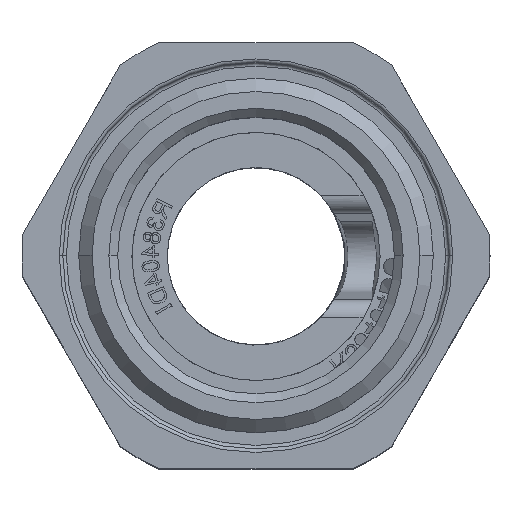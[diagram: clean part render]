
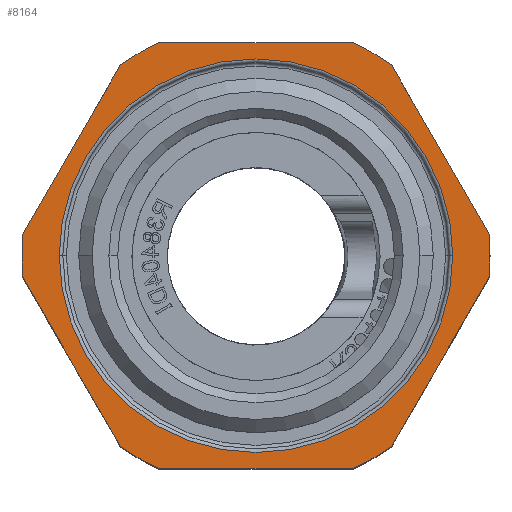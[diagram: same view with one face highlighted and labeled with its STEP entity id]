
A CAD part, top view. The second image highlights one B-rep face of the part: STEP entity #8164.
In plain terms, the highlighted planar face has unit normal (0, 0, 1).
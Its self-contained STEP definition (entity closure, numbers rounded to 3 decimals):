
#15 = VECTOR ( 'NONE', #11685, 1000. ) ;
#89 = EDGE_CURVE ( 'NONE', #5616, #4567, #5554, .T. ) ;
#95 = CIRCLE ( 'NONE', #5854, 13.2 ) ;
#153 = DIRECTION ( 'NONE',  ( 1., 0., 0. ) ) ;
#383 = DIRECTION ( 'NONE',  ( 0., 0., -1. ) ) ;
#472 = AXIS2_PLACEMENT_3D ( 'NONE', #10161, #3723, #10206 ) ;
#500 = LINE ( 'NONE', #7788, #11772 ) ;
#844 = CARTESIAN_POINT ( 'NONE',  ( 0., 0., 14.2 ) ) ;
#865 = VECTOR ( 'NONE', #13979, 1000. ) ;
#948 = CARTESIAN_POINT ( 'NONE',  ( 11.1, 0., 14.2 ) ) ;
#1185 = VERTEX_POINT ( 'NONE', #10466 ) ;
#1316 = FACE_OUTER_BOUND ( 'NONE', #7364, .T. ) ;
#1321 = VERTEX_POINT ( 'NONE', #1616 ) ;
#1380 = AXIS2_PLACEMENT_3D ( 'NONE', #4658, #383, #4624 ) ;
#1529 = LINE ( 'NONE', #5172, #865 ) ;
#1616 = CARTESIAN_POINT ( 'NONE',  ( -7.643, -10.762, 14.2 ) ) ;
#1744 = DIRECTION ( 'NONE',  ( 0., 0., -1. ) ) ;
#1822 = VECTOR ( 'NONE', #3118, 1000. ) ;
#2009 = ORIENTED_EDGE ( 'NONE', *, *, #13030, .F. ) ;
#2102 = AXIS2_PLACEMENT_3D ( 'NONE', #6650, #4615, #11156 ) ;
#2105 = ORIENTED_EDGE ( 'NONE', *, *, #10957, .T. ) ;
#2124 = DIRECTION ( 'NONE',  ( 0., 0., 1. ) ) ;
#2165 = DIRECTION ( 'NONE',  ( 0., 0., -1. ) ) ;
#2487 = CIRCLE ( 'NONE', #1380, 13.2 ) ;
#2525 = CARTESIAN_POINT ( 'NONE',  ( -13.142, -1.238, 14.2 ) ) ;
#2532 = CARTESIAN_POINT ( 'NONE',  ( -5.499, 12., 14.2 ) ) ;
#2634 = CIRCLE ( 'NONE', #8723, 11.1 ) ;
#2676 = CIRCLE ( 'NONE', #472, 13.2 ) ;
#2717 = CARTESIAN_POINT ( 'NONE',  ( -13.142, 1.238, 14.2 ) ) ;
#2794 = AXIS2_PLACEMENT_3D ( 'NONE', #3648, #4852, #11305 ) ;
#2858 = LINE ( 'NONE', #13844, #15 ) ;
#2905 = EDGE_CURVE ( 'NONE', #13640, #1185, #5205, .T. ) ;
#2996 = ORIENTED_EDGE ( 'NONE', *, *, #3491, .T. ) ;
#3019 = ORIENTED_EDGE ( 'NONE', *, *, #4975, .T. ) ;
#3118 = DIRECTION ( 'NONE',  ( 0.5, 0.866, 0. ) ) ;
#3205 = VERTEX_POINT ( 'NONE', #10837 ) ;
#3332 = EDGE_CURVE ( 'NONE', #5484, #4215, #2858, .T. ) ;
#3491 = EDGE_CURVE ( 'NONE', #11092, #9755, #1529, .T. ) ;
#3587 = DIRECTION ( 'NONE',  ( 0.5, -0.866, 0. ) ) ;
#3642 = DIRECTION ( 'NONE',  ( 1., 0., 0. ) ) ;
#3648 = CARTESIAN_POINT ( 'NONE',  ( 0., 0., 14.2 ) ) ;
#3723 = DIRECTION ( 'NONE',  ( 0., 0., -1. ) ) ;
#3833 = ORIENTED_EDGE ( 'NONE', *, *, #6014, .T. ) ;
#3873 = CARTESIAN_POINT ( 'NONE',  ( 7.643, 10.762, 14.2 ) ) ;
#3966 = AXIS2_PLACEMENT_3D ( 'NONE', #844, #13609, #3642 ) ;
#3987 = DIRECTION ( 'NONE',  ( 1., 0., 0. ) ) ;
#3998 = ORIENTED_EDGE ( 'NONE', *, *, #11993, .F. ) ;
#4053 = PLANE ( 'NONE',  #12801 ) ;
#4082 = ORIENTED_EDGE ( 'NONE', *, *, #2905, .T. ) ;
#4215 = VERTEX_POINT ( 'NONE', #2717 ) ;
#4271 = CARTESIAN_POINT ( 'NONE',  ( 7.643, -10.762, 14.2 ) ) ;
#4367 = VECTOR ( 'NONE', #153, 1000. ) ;
#4402 = EDGE_CURVE ( 'NONE', #5616, #1321, #95, .T. ) ;
#4567 = VERTEX_POINT ( 'NONE', #9747 ) ;
#4615 = DIRECTION ( 'NONE',  ( 0., 0., -1. ) ) ;
#4624 = DIRECTION ( 'NONE',  ( 1., 0., 0. ) ) ;
#4658 = CARTESIAN_POINT ( 'NONE',  ( 0., 0., 14.2 ) ) ;
#4786 = EDGE_LOOP ( 'NONE', ( #2105, #10944 ) ) ;
#4852 = DIRECTION ( 'NONE',  ( 0., 0., -1. ) ) ;
#4975 = EDGE_CURVE ( 'NONE', #9267, #1321, #12221, .T. ) ;
#5145 = AXIS2_PLACEMENT_3D ( 'NONE', #9816, #6531, #13301 ) ;
#5172 = CARTESIAN_POINT ( 'NONE',  ( 6.928, 12., 14.2 ) ) ;
#5205 = LINE ( 'NONE', #5370, #1822 ) ;
#5204 = FACE_BOUND ( 'NONE', #4786, .T. ) ;
#5233 = CARTESIAN_POINT ( 'NONE',  ( -13.2, 0., 14.2 ) ) ;
#5370 = CARTESIAN_POINT ( 'NONE',  ( 6.928, -12., 14.2 ) ) ;
#5484 = VERTEX_POINT ( 'NONE', #9943 ) ;
#5554 = LINE ( 'NONE', #7779, #4367 ) ;
#5616 = VERTEX_POINT ( 'NONE', #8053 ) ;
#5701 = VERTEX_POINT ( 'NONE', #3873 ) ;
#5854 = AXIS2_PLACEMENT_3D ( 'NONE', #8242, #1744, #3987 ) ;
#6014 = EDGE_CURVE ( 'NONE', #3205, #5701, #500, .T. ) ;
#6126 = CARTESIAN_POINT ( 'NONE',  ( -11.1, 0., 14.2 ) ) ;
#6306 = ORIENTED_EDGE ( 'NONE', *, *, #13114, .F. ) ;
#6423 = DIRECTION ( 'NONE',  ( 1., 0., 0. ) ) ;
#6531 = DIRECTION ( 'NONE',  ( 0., 0., -1. ) ) ;
#6650 = CARTESIAN_POINT ( 'NONE',  ( 0., 0., 14.2 ) ) ;
#6837 = ORIENTED_EDGE ( 'NONE', *, *, #7727, .F. ) ;
#6962 = ORIENTED_EDGE ( 'NONE', *, *, #12888, .F. ) ;
#7283 = DIRECTION ( 'NONE',  ( 0., 0., -1. ) ) ;
#7364 = EDGE_LOOP ( 'NONE', ( #11973, #3998, #4082, #10596, #3833, #6837, #2996, #6306, #11324, #6962, #2009, #3019, #10777 ) ) ;
#7727 = EDGE_CURVE ( 'NONE', #11092, #5701, #11413, .T. ) ;
#7779 = CARTESIAN_POINT ( 'NONE',  ( -6.928, -12., 14.2 ) ) ;
#7788 = CARTESIAN_POINT ( 'NONE',  ( 13.856, 0., 14.2 ) ) ;
#8053 = CARTESIAN_POINT ( 'NONE',  ( -5.499, -12., 14.2 ) ) ;
#8059 = CIRCLE ( 'NONE', #3966, 11.1 ) ;
#8164 = ADVANCED_FACE ( 'NONE', ( #5204, #1316 ), #4053, .T. ) ;
#8242 = CARTESIAN_POINT ( 'NONE',  ( 0., 0., 14.2 ) ) ;
#8392 = DIRECTION ( 'NONE',  ( 1., 0., 0. ) ) ;
#8691 = CARTESIAN_POINT ( 'NONE',  ( 0., 0., 14.2 ) ) ;
#8723 = AXIS2_PLACEMENT_3D ( 'NONE', #8691, #2165, #6423 ) ;
#8805 = CARTESIAN_POINT ( 'NONE',  ( -13.856, 0., 14.2 ) ) ;
#9128 = AXIS2_PLACEMENT_3D ( 'NONE', #13907, #7283, #8392 ) ;
#9267 = VERTEX_POINT ( 'NONE', #2525 ) ;
#9576 = EDGE_CURVE ( 'NONE', #12379, #10712, #2634, .T. ) ;
#9690 = CARTESIAN_POINT ( 'NONE',  ( 5.499, 12., 14.2 ) ) ;
#9747 = CARTESIAN_POINT ( 'NONE',  ( 5.499, -12., 14.2 ) ) ;
#9755 = VERTEX_POINT ( 'NONE', #2532 ) ;
#9816 = CARTESIAN_POINT ( 'NONE',  ( 0., 0., 14.2 ) ) ;
#9842 = CIRCLE ( 'NONE', #2794, 13.2 ) ;
#9943 = CARTESIAN_POINT ( 'NONE',  ( -7.643, 10.762, 14.2 ) ) ;
#10161 = CARTESIAN_POINT ( 'NONE',  ( 0., 0., 14.2 ) ) ;
#10206 = DIRECTION ( 'NONE',  ( 1., 0., 0. ) ) ;
#10466 = CARTESIAN_POINT ( 'NONE',  ( 13.142, -1.238, 14.2 ) ) ;
#10566 = VERTEX_POINT ( 'NONE', #5233 ) ;
#10596 = ORIENTED_EDGE ( 'NONE', *, *, #13359, .F. ) ;
#10712 = VERTEX_POINT ( 'NONE', #948 ) ;
#10777 = ORIENTED_EDGE ( 'NONE', *, *, #4402, .F. ) ;
#10837 = CARTESIAN_POINT ( 'NONE',  ( 13.142, 1.238, 14.2 ) ) ;
#10888 = CIRCLE ( 'NONE', #9128, 13.2 ) ;
#10944 = ORIENTED_EDGE ( 'NONE', *, *, #9576, .T. ) ;
#10957 = EDGE_CURVE ( 'NONE', #10712, #12379, #8059, .T. ) ;
#11092 = VERTEX_POINT ( 'NONE', #9690 ) ;
#11129 = VECTOR ( 'NONE', #3587, 1000. ) ;
#11156 = DIRECTION ( 'NONE',  ( 1., 0., 0. ) ) ;
#11279 = DIRECTION ( 'NONE',  ( -0.5, 0.866, 0. ) ) ;
#11305 = DIRECTION ( 'NONE',  ( 1., 0., 0. ) ) ;
#11324 = ORIENTED_EDGE ( 'NONE', *, *, #3332, .T. ) ;
#11413 = CIRCLE ( 'NONE', #5145, 13.2 ) ;
#11685 = DIRECTION ( 'NONE',  ( -0.5, -0.866, 0. ) ) ;
#11772 = VECTOR ( 'NONE', #11279, 1000. ) ;
#11903 = CARTESIAN_POINT ( 'NONE',  ( 0., 0., 14.2 ) ) ;
#11973 = ORIENTED_EDGE ( 'NONE', *, *, #89, .T. ) ;
#11993 = EDGE_CURVE ( 'NONE', #13640, #4567, #2676, .T. ) ;
#12035 = DIRECTION ( 'NONE',  ( 1., 0., 0. ) ) ;
#12221 = LINE ( 'NONE', #8805, #11129 ) ;
#12379 = VERTEX_POINT ( 'NONE', #6126 ) ;
#12801 = AXIS2_PLACEMENT_3D ( 'NONE', #11903, #2124, #12035 ) ;
#12888 = EDGE_CURVE ( 'NONE', #10566, #4215, #2487, .T. ) ;
#13030 = EDGE_CURVE ( 'NONE', #9267, #10566, #10888, .T. ) ;
#13114 = EDGE_CURVE ( 'NONE', #5484, #9755, #14171, .T. ) ;
#13301 = DIRECTION ( 'NONE',  ( 1., 0., 0. ) ) ;
#13359 = EDGE_CURVE ( 'NONE', #3205, #1185, #9842, .T. ) ;
#13609 = DIRECTION ( 'NONE',  ( 0., 0., -1. ) ) ;
#13640 = VERTEX_POINT ( 'NONE', #4271 ) ;
#13844 = CARTESIAN_POINT ( 'NONE',  ( -6.928, 12., 14.2 ) ) ;
#13907 = CARTESIAN_POINT ( 'NONE',  ( 0., 0., 14.2 ) ) ;
#13979 = DIRECTION ( 'NONE',  ( -1., 0., 0. ) ) ;
#14171 = CIRCLE ( 'NONE', #2102, 13.2 ) ;
